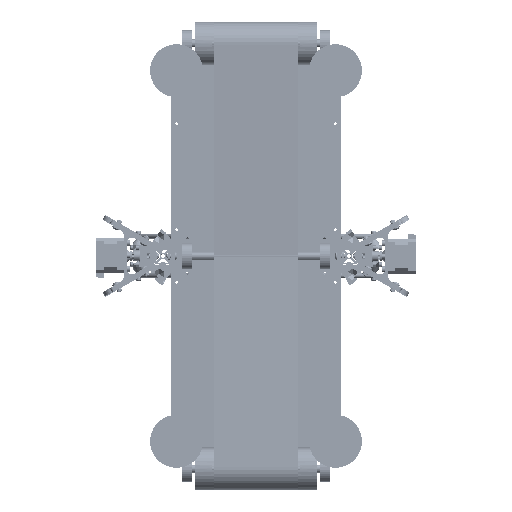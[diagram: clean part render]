
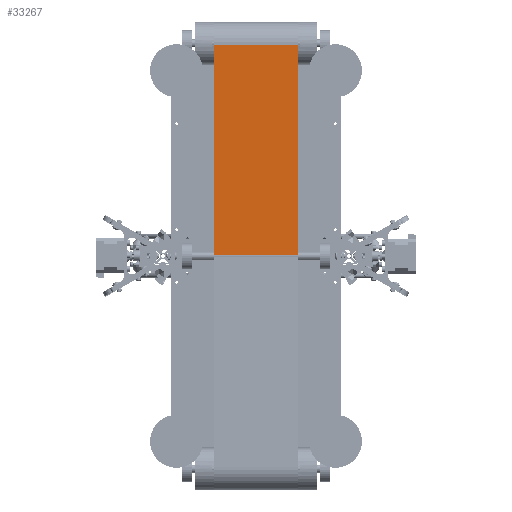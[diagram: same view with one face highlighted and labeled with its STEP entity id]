
A CAD part, front view. The second image highlights one B-rep face of the part: STEP entity #33267.
In plain terms, the highlighted face is planar.
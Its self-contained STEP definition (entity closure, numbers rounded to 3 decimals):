
#4543=LINE('',#62475,#7377);
#4549=LINE('',#62502,#7383);
#4563=LINE('',#62545,#7397);
#4564=LINE('',#62547,#7398);
#7377=VECTOR('',#46570,10.);
#7383=VECTOR('',#46592,10.);
#7397=VECTOR('',#46644,10.);
#7398=VECTOR('',#46647,10.);
#8554=PLANE('',#37286);
#11090=FACE_OUTER_BOUND('',#13626,.T.);
#13626=EDGE_LOOP('',(#30914,#30915,#30916,#30917));
#17835=VERTEX_POINT('',#62472);
#17836=VERTEX_POINT('',#62474);
#17848=VERTEX_POINT('',#62499);
#17849=VERTEX_POINT('',#62501);
#22178=EDGE_CURVE('',#17836,#17835,#4543,.T.);
#22191=EDGE_CURVE('',#17849,#17848,#4549,.T.);
#22212=EDGE_CURVE('',#17835,#17849,#4563,.T.);
#22213=EDGE_CURVE('',#17836,#17848,#4564,.T.);
#30914=ORIENTED_EDGE('',*,*,#22178,.T.);
#30915=ORIENTED_EDGE('',*,*,#22212,.T.);
#30916=ORIENTED_EDGE('',*,*,#22191,.T.);
#30917=ORIENTED_EDGE('',*,*,#22213,.F.);
#33267=ADVANCED_FACE('',(#11090),#8554,.T.);
#37286=AXIS2_PLACEMENT_3D('',#62546,#46645,#46646);
#46570=DIRECTION('',(-0.042,0.999,0.));
#46592=DIRECTION('',(0.042,-0.999,0.));
#46644=DIRECTION('',(0.,0.,-1.));
#46645=DIRECTION('center_axis',(-0.999,-0.042,
0.));
#46646=DIRECTION('ref_axis',(-0.042,0.999,0.));
#46647=DIRECTION('',(0.,0.,-1.));
#62472=CARTESIAN_POINT('',(-34.209,24.261,-50.8));
#62474=CARTESIAN_POINT('',(-23.55,-228.6,-50.8));
#62475=CARTESIAN_POINT('',(-30.162,-71.739,-50.8));
#62499=CARTESIAN_POINT('',(-23.55,-228.6,-152.4));
#62501=CARTESIAN_POINT('',(-34.209,24.261,-152.4));
#62502=CARTESIAN_POINT('',(-17.614,-369.41,-152.4));
#62545=CARTESIAN_POINT('',(-34.209,24.261,0.));
#62546=CARTESIAN_POINT('Origin',(-23.55,-228.6,0.));
#62547=CARTESIAN_POINT('',(-23.55,-228.6,0.));
